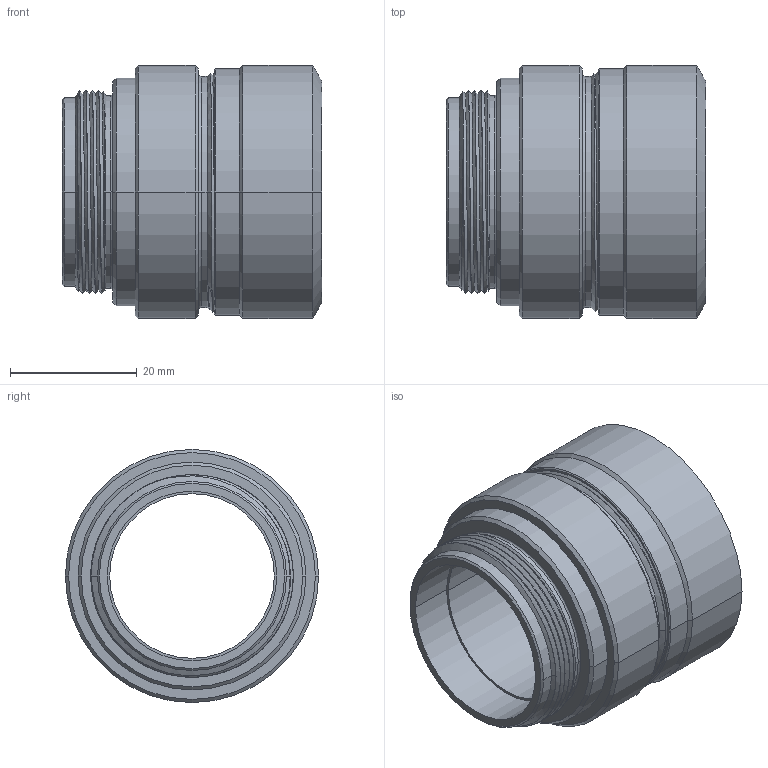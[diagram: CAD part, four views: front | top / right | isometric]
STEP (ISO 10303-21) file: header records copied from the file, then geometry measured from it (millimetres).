
FILE_DESCRIPTION((''),'2;1');
FILE_NAME('13305PEM_ASM','2017-10-12T',('laurentbigonski'),('NET AG system integration'),'CREO PARAMETRIC BY PTC INC, 2016260','CREO PARAMETRIC BY PTC INC, 2016260','');
FILE_SCHEMA(('CONFIG_CONTROL_DESIGN'));
Length unit declared in the file: millimetre
Products named in the file (3): 3300_0365_XXX; 3300_0345_XXX; 13305PEM_ASM
Assembly tree (2 placements, depth 2):
  13305PEM_ASM
    3300_0365_XXX
    3300_0345_XXX
Bounding box: 41 x 40 x 40 mm (x, y, z)
Volume: 17374.1 mm3; surface area: 14148.4 mm2
Topology: 2 solids, 2 shells, 138 faces, 331 edges, 202 vertices
Faces by surface type: cylinder 71, cone 32, bspline 19, plane 10, torus 6
Entity records: 13108 total; most frequent: CARTESIAN_POINT 9617, ORIENTED_EDGE 662, DIRECTION 539, EDGE_CURVE 331, AXIS2_PLACEMENT_3D 212, VERTEX_POINT 202, EDGE_LOOP 147, PRESENTATION_STYLE_ASSIGNMENT 141
